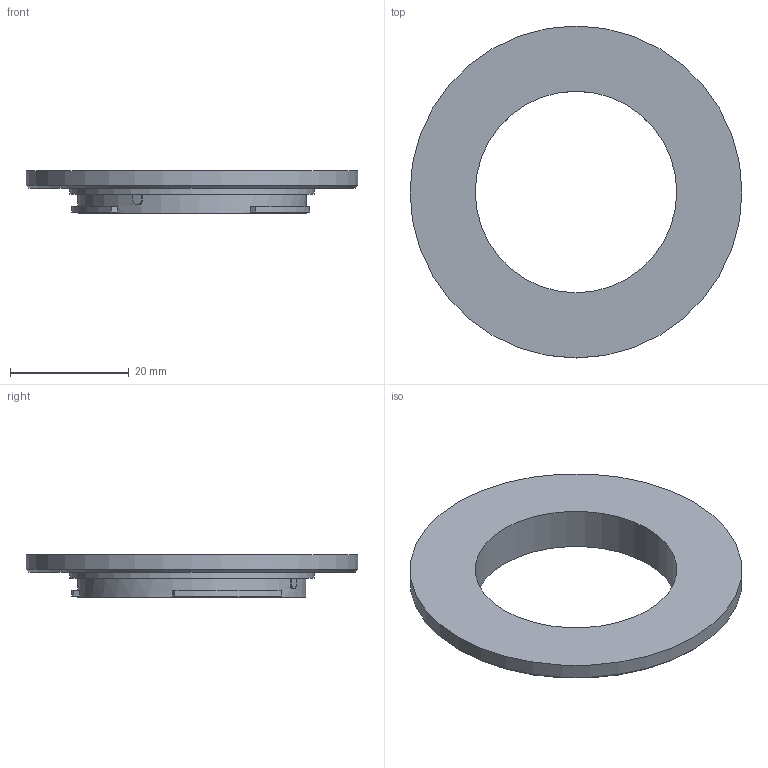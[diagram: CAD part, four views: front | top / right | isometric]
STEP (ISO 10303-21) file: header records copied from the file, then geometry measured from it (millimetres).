
FILE_DESCRIPTION(/* description */ (''),/* implementation_level */ '2;1');
FILE_NAME(/* name */ 'mountLensBase_MFT',/* time_stamp */ '2023-12-05T16:33:32-05:00',/* author */ ('George Moua'),/* organization */ ('Archive 663'),/* preprocessor_version */ 'ST-DEVELOPER v16.7',/* originating_system */ 'Solid Edge',/* authorisation */ 'Unknown');
FILE_SCHEMA (('AUTOMOTIVE_DESIGN {1 0 10303 214 3 1 1}'));
Length unit declared in the file: millimetre
Products named in the file (3): mountLensBase; mountLensBase_MFT_oa_0; mountLensBase_MFT
Assembly tree (2 placements, depth 3):
  mountLensBase
    mountLensBase_MFT_oa_0
      mountLensBase_MFT
Bounding box: 56 x 56 x 7.25 mm (x, y, z)
Volume: 5948.2 mm3; surface area: 5023.7 mm2
Topology: 1 solids, 1 shells, 37 faces, 85 edges, 57 vertices
Faces by surface type: plane 25, cylinder 11, cone 1
Full cylindrical faces by diameter (mm): 34 x1, 38.5 x1, 41.2 x1, 56 x1
Entity records: 1081 total; most frequent: CARTESIAN_POINT 183, DIRECTION 181, ORIENTED_EDGE 154, EDGE_CURVE 77, AXIS2_PLACEMENT_3D 66, VERTEX_POINT 54, EDGE_LOOP 51, FACE_BOUND 51
